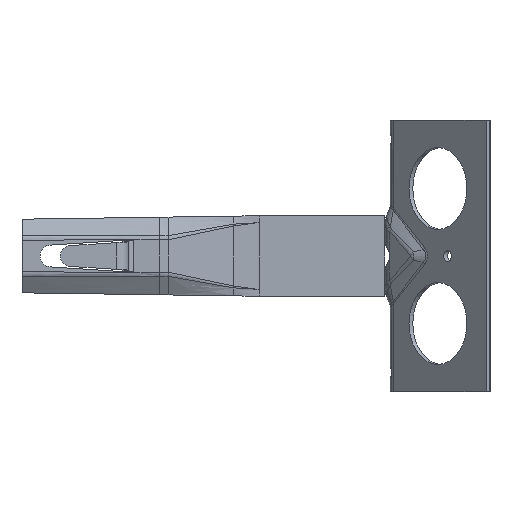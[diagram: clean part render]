
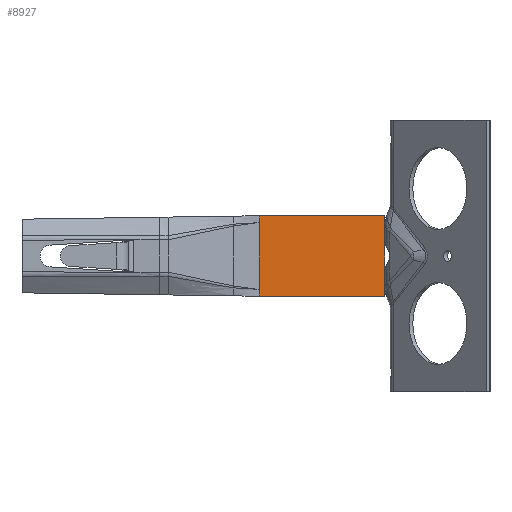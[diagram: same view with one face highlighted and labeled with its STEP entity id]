
A CAD part, left-side view. The second image highlights one B-rep face of the part: STEP entity #8927.
In plain terms, the highlighted face is planar.
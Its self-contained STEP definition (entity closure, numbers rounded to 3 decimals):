
#257 = CARTESIAN_POINT ( 'NONE',  ( 0., 2., 14.75 ) ) ;
#503 = CARTESIAN_POINT ( 'NONE',  ( 0., 2., 0. ) ) ;
#1607 = VERTEX_POINT ( 'NONE', #11994 ) ;
#1877 = VECTOR ( 'NONE', #15956, 1000. ) ;
#2113 = EDGE_CURVE ( 'NONE', #16347, #11697, #12949, .T. ) ;
#2327 = EDGE_CURVE ( 'NONE', #12986, #13387, #14900, .T. ) ;
#3240 = DIRECTION ( 'NONE',  ( 0., -1., 0. ) ) ;
#3534 = PLANE ( 'NONE',  #12233 ) ;
#4011 = CARTESIAN_POINT ( 'NONE',  ( 45.98, 2., -12.25 ) ) ;
#4038 = EDGE_CURVE ( 'NONE', #11697, #19314, #5471, .T. ) ;
#5471 = LINE ( 'NONE', #11459, #1877 ) ;
#5529 = VECTOR ( 'NONE', #18804, 1000. ) ;
#6106 = VECTOR ( 'NONE', #10497, 1000. ) ;
#7008 = ORIENTED_EDGE ( 'NONE', *, *, #10004, .T. ) ;
#8447 = CARTESIAN_POINT ( 'NONE',  ( 0., 2., -14.75 ) ) ;
#8633 = LINE ( 'NONE', #18711, #8662 ) ;
#8662 = VECTOR ( 'NONE', #10590, 1000. ) ;
#8756 = CARTESIAN_POINT ( 'NONE',  ( 45.98, 2., -14.75 ) ) ;
#8927 = ADVANCED_FACE ( 'NONE', ( #13822 ), #3534, .F. ) ;
#9256 = ORIENTED_EDGE ( 'NONE', *, *, #13158, .F. ) ;
#9596 = LINE ( 'NONE', #15567, #18027 ) ;
#9773 = EDGE_CURVE ( 'NONE', #1607, #16347, #8633, .T. ) ;
#10004 = EDGE_CURVE ( 'NONE', #19314, #12986, #9596, .T. ) ;
#10497 = DIRECTION ( 'NONE',  ( 0., 0., -1. ) ) ;
#10590 = DIRECTION ( 'NONE',  ( 0., 0., -1. ) ) ;
#10921 = ORIENTED_EDGE ( 'NONE', *, *, #2113, .T. ) ;
#11459 = CARTESIAN_POINT ( 'NONE',  ( 0., 2., 14.75 ) ) ;
#11697 = VERTEX_POINT ( 'NONE', #12998 ) ;
#11994 = CARTESIAN_POINT ( 'NONE',  ( 45.98, 2., -12.25 ) ) ;
#12233 = AXIS2_PLACEMENT_3D ( 'NONE', #503, #3240, #18323 ) ;
#12251 = DIRECTION ( 'NONE',  ( 1., 0., 0. ) ) ;
#12626 = ORIENTED_EDGE ( 'NONE', *, *, #4038, .T. ) ;
#12949 = LINE ( 'NONE', #8447, #14532 ) ;
#12986 = VERTEX_POINT ( 'NONE', #19037 ) ;
#12998 = CARTESIAN_POINT ( 'NONE',  ( 0., 2., -14.75 ) ) ;
#13158 = EDGE_CURVE ( 'NONE', #1607, #13387, #14593, .T. ) ;
#13387 = VERTEX_POINT ( 'NONE', #16153 ) ;
#13822 = FACE_OUTER_BOUND ( 'NONE', #17578, .T. ) ;
#14507 = DIRECTION ( 'NONE',  ( -1., 0., 0. ) ) ;
#14532 = VECTOR ( 'NONE', #14507, 1000. ) ;
#14593 = LINE ( 'NONE', #4011, #5529 ) ;
#14644 = ORIENTED_EDGE ( 'NONE', *, *, #2327, .T. ) ;
#14900 = LINE ( 'NONE', #17727, #6106 ) ;
#15567 = CARTESIAN_POINT ( 'NONE',  ( 0., 2., 14.75 ) ) ;
#15956 = DIRECTION ( 'NONE',  ( 0., 0., 1. ) ) ;
#16153 = CARTESIAN_POINT ( 'NONE',  ( 45.98, 2., 12.25 ) ) ;
#16347 = VERTEX_POINT ( 'NONE', #8756 ) ;
#17578 = EDGE_LOOP ( 'NONE', ( #14644, #9256, #18374, #10921, #12626, #7008 ) ) ;
#17727 = CARTESIAN_POINT ( 'NONE',  ( 45.98, 2., 14.75 ) ) ;
#18027 = VECTOR ( 'NONE', #12251, 1000. ) ;
#18323 = DIRECTION ( 'NONE',  ( 0., 0., -1. ) ) ;
#18374 = ORIENTED_EDGE ( 'NONE', *, *, #9773, .T. ) ;
#18711 = CARTESIAN_POINT ( 'NONE',  ( 45.98, 2., 14.75 ) ) ;
#18804 = DIRECTION ( 'NONE',  ( 0., 0., 1. ) ) ;
#19037 = CARTESIAN_POINT ( 'NONE',  ( 45.98, 2., 14.75 ) ) ;
#19314 = VERTEX_POINT ( 'NONE', #257 ) ;
